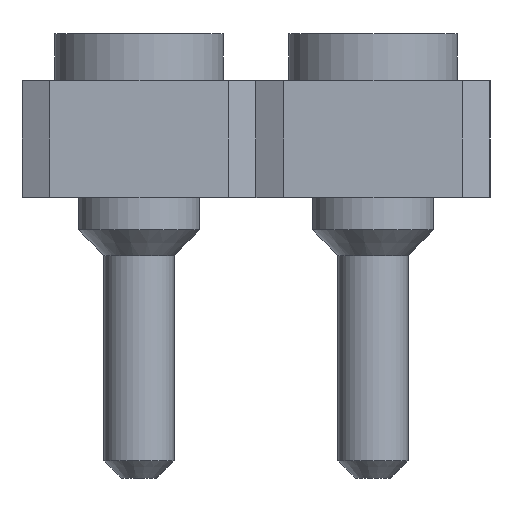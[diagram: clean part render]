
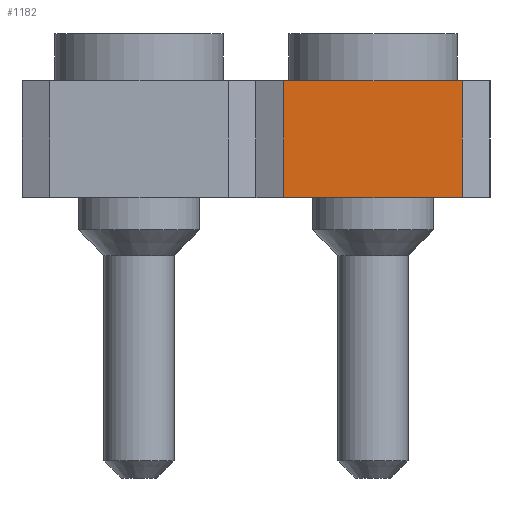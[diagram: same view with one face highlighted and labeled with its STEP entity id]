
A CAD part, left-side view. The second image highlights one B-rep face of the part: STEP entity #1182.
In plain terms, the highlighted planar face has unit normal (-1, 0, 0).
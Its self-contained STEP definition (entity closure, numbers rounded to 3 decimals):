
#1182=ADVANCED_FACE('',(#2814),#2816,.T.);
#2814=FACE_BOUND('',#2815,.T.);
#2815=EDGE_LOOP('',(#4279,#4280,#4281,#4282));
#2816=PLANE('',#2817);
#2817=AXIS2_PLACEMENT_3D('',#2818,#2819,#2820);
#2818=CARTESIAN_POINT('',(-1.385,0.97,0.63));
#2819=DIRECTION('',(-1.,0.,0.));
#2820=DIRECTION('',(0.,-1.,0.));
#4279=ORIENTED_EDGE('',*,*,#4739,.T.);
#4280=ORIENTED_EDGE('',*,*,#5056,.T.);
#4281=ORIENTED_EDGE('',*,*,#4881,.F.);
#4282=ORIENTED_EDGE('',*,*,#5057,.F.);
#4739=EDGE_CURVE('',#5281,#5279,#5282,.T.);
#4881=EDGE_CURVE('',#5561,#5563,#5564,.T.);
#5056=EDGE_CURVE('',#5279,#5563,#5855,.T.);
#5057=EDGE_CURVE('',#5281,#5561,#5856,.T.);
#5279=VERTEX_POINT('',#6233);
#5281=VERTEX_POINT('',#6237);
#5282=LINE('',#6238,#6239);
#5561=VERTEX_POINT('',#6851);
#5563=VERTEX_POINT('',#6855);
#5564=LINE('',#6856,#6857);
#5855=LINE('',#7543,#7544);
#5856=LINE('',#7546,#7547);
#6233=CARTESIAN_POINT('',(-1.385,-0.97,0.63));
#6237=CARTESIAN_POINT('',(-1.385,0.97,0.63));
#6238=CARTESIAN_POINT('',(-1.385,0.97,0.63));
#6239=VECTOR('',#6240,1.);
#6240=DIRECTION('',(0.,-1.,0.));
#6851=CARTESIAN_POINT('',(-1.385,0.97,1.9));
#6855=CARTESIAN_POINT('',(-1.385,-0.97,1.9));
#6856=CARTESIAN_POINT('',(-1.385,0.97,1.9));
#6857=VECTOR('',#6858,1.);
#6858=DIRECTION('',(0.,-1.,0.));
#7543=CARTESIAN_POINT('',(-1.385,-0.97,0.63));
#7544=VECTOR('',#7545,1.);
#7545=DIRECTION('',(0.,0.,1.));
#7546=CARTESIAN_POINT('',(-1.385,0.97,0.63));
#7547=VECTOR('',#7548,1.);
#7548=DIRECTION('',(0.,0.,1.));
